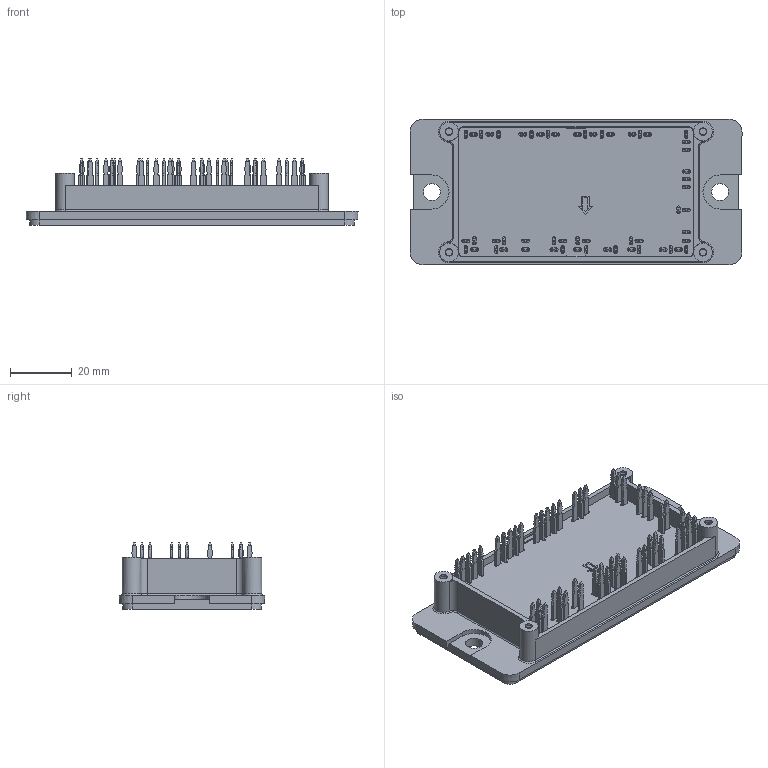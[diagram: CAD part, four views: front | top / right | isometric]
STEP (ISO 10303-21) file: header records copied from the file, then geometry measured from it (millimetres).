
FILE_DESCRIPTION(/* description */ ('Unknown'),/* implementation_level */ '2;1');
FILE_NAME(/* name */ 'Flow2-4T17Y-P760(560)-01-OL',/* time_stamp */ '2017-11-29T15:58:50+01:00',/* author */ ('Unknown'),/* organization */ ('Unknown'),/* preprocessor_version */ 'ST-DEVELOPER v16.7',/* originating_system */ 'DEX',/* authorisation */ $);
FILE_SCHEMA (('AUTOMOTIVE_DESIGN {1 0 10303 214 3 1 1}'));
Products named in the file (1): Flow2-4T17Y-P760-01-OL
Bounding box: 107.2 x 47 x 21.38 mm (x, y, z)
Volume: 44883.5 mm3; surface area: 21594.1 mm2
Topology: 1 solids, 1 shells, 1725 faces, 4792 edges, 3112 vertices
Faces by surface type: plane 1089, cylinder 496, cone 130, torus 10
Full cylindrical faces by diameter (mm): 2.1 x4, 2.4 x4, 2.95 x2, 3 x4, 5.5 x2, 6 x4
Entity records: 66998 total; most frequent: CARTESIAN_POINT 9870, ORIENTED_EDGE 9500, DIRECTION 9316, EDGE_CURVE 4750, LINE 3458, VECTOR 3458, VERTEX_POINT 3098, AXIS2_PLACEMENT_3D 2929
